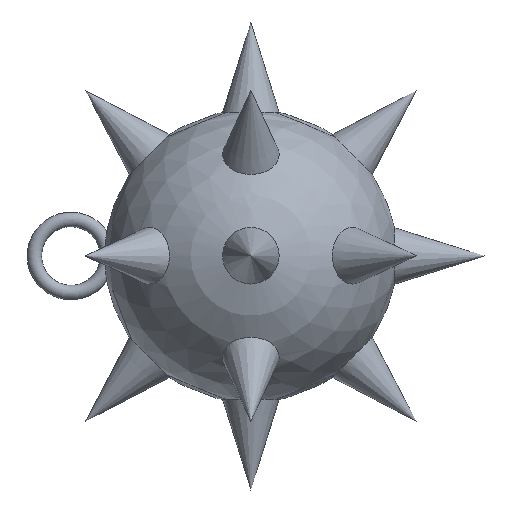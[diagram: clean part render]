
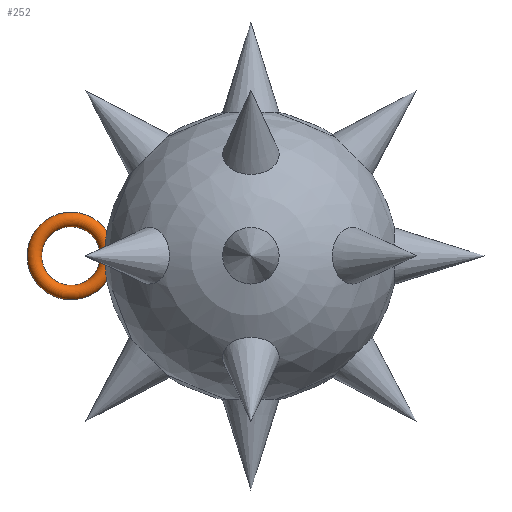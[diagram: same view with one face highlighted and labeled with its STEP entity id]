
A CAD part, top view. The second image highlights one B-rep face of the part: STEP entity #252.
In plain terms, the highlighted toroidal (fillet/blend) face has major radius 23.812 mm and minor radius 4.763 mm.
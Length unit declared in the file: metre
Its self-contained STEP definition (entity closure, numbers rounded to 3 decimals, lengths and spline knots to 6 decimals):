
#12=TOROIDAL_SURFACE('',#308,0.023813,0.004763);
#47=B_SPLINE_CURVE_WITH_KNOTS('',3,(#430,#431,#432,#433,#434,#435,#436,
#437,#438,#439,#440,#441,#442,#443,#444,#445,#446,#447,#448,#449,#450,#451,
#452,#453,#454,#455,#456,#457,#458,#459,#460,#461),.UNSPECIFIED.,.T.,.F.,
(1,1,1,1,1,1,1,1,1,1,1,1,1,1,1,1,1,1,1,1,1,1,1,1,1,1,1,1,1,1,1,1,1,1,1,
1),(-0.007101,-0.004734,-0.002367,0.,0.001184,
0.002367,0.004734,0.007101,0.009468,
0.011836,0.014203,0.018937,0.023671,
0.026038,0.028405,0.030772,0.03314,
0.035507,0.037874,0.039057,0.040241,
0.042608,0.044975,0.047342,0.049709,
0.052076,0.056811,0.061545,0.066279,
0.068646,0.071013,0.07338,0.075748,
0.076931,0.078115,0.080482),.UNSPECIFIED.);
#72=ORIENTED_EDGE('',*,*,#101,.F.);
#101=EDGE_CURVE('',#119,#119,#47,.T.);
#119=VERTEX_POINT('',#462);
#178=EDGE_LOOP('',(#72));
#220=FACE_BOUND('',#178,.T.);
#252=ADVANCED_FACE('',(#220),#12,.T.);
#308=AXIS2_PLACEMENT_3D('',#475,#370,#371);
#370=DIRECTION('',(0.,0.,1.));
#371=DIRECTION('',(0.,-1.,0.));
#430=CARTESIAN_POINT('',(1.405999,0.440927,0.012441));
#431=CARTESIAN_POINT('',(1.406165,0.442123,0.0141));
#432=CARTESIAN_POINT('',(1.406188,0.442286,0.015711));
#433=CARTESIAN_POINT('',(1.406129,0.441861,0.017268));
#434=CARTESIAN_POINT('',(1.405938,0.440469,0.018762));
#435=CARTESIAN_POINT('',(1.405664,0.438301,0.019728));
#436=CARTESIAN_POINT('',(1.405405,0.435978,0.02015));
#437=CARTESIAN_POINT('',(1.405187,0.433655,0.020226));
#438=CARTESIAN_POINT('',(1.404959,0.430526,0.020077));
#439=CARTESIAN_POINT('',(1.404814,0.426618,0.019767));
#440=CARTESIAN_POINT('',(1.404884,0.422713,0.019938));
#441=CARTESIAN_POINT('',(1.405059,0.419592,0.020158));
#442=CARTESIAN_POINT('',(1.405245,0.417249,0.020229));
#443=CARTESIAN_POINT('',(1.405476,0.414916,0.020072));
#444=CARTESIAN_POINT('',(1.405739,0.412648,0.019523));
#445=CARTESIAN_POINT('',(1.406007,0.410581,0.018379));
#446=CARTESIAN_POINT('',(1.406169,0.409418,0.016693));
#447=CARTESIAN_POINT('',(1.406187,0.409287,0.015101));
#448=CARTESIAN_POINT('',(1.406125,0.409732,0.013556));
#449=CARTESIAN_POINT('',(1.405933,0.411129,0.012086));
#450=CARTESIAN_POINT('',(1.405661,0.413287,0.011132));
#451=CARTESIAN_POINT('',(1.405404,0.415601,0.010715));
#452=CARTESIAN_POINT('',(1.405187,0.417911,0.01064));
#453=CARTESIAN_POINT('',(1.404961,0.421015,0.010787));
#454=CARTESIAN_POINT('',(1.404815,0.4249,0.011097));
#455=CARTESIAN_POINT('',(1.404895,0.429577,0.010898));
#456=CARTESIAN_POINT('',(1.405163,0.433477,0.010589));
#457=CARTESIAN_POINT('',(1.405466,0.436556,0.010781));
#458=CARTESIAN_POINT('',(1.40573,0.43885,0.011316));
#459=CARTESIAN_POINT('',(1.405999,0.440927,0.012441));
#460=CARTESIAN_POINT('',(1.406165,0.442123,0.0141));
#461=CARTESIAN_POINT('',(1.406188,0.442286,0.015711));
#462=CARTESIAN_POINT('',(1.406162,0.442097,0.014527));
#475=CARTESIAN_POINT('',(1.382808,0.425783,0.015433));
